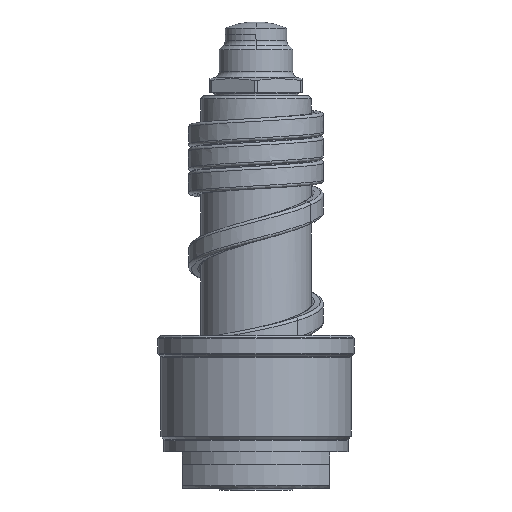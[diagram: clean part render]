
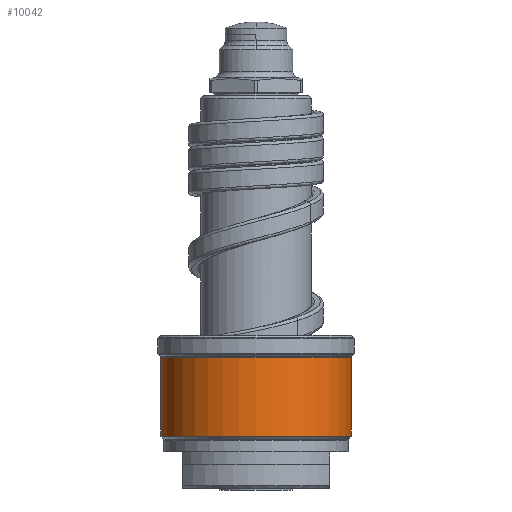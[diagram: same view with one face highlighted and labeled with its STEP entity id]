
A CAD part, front view. The second image highlights one B-rep face of the part: STEP entity #10042.
In plain terms, the highlighted cylindrical face has radius 15.5 mm (diameter 31 mm), a partial arc.
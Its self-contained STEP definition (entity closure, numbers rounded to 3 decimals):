
#2704=CARTESIAN_POINT('',(0.,0.,8.583));
#2705=DIRECTION('',(0.,0.,1.));
#2706=DIRECTION('',(-1.,0.,0.));
#2707=AXIS2_PLACEMENT_3D('',#2704,#2705,#2706);
#2709=DIRECTION('',(0.,0.,-1.));
#2710=VECTOR('',#2709,12.835);
#2711=CARTESIAN_POINT('',(-15.5,0.,21.417));
#2712=LINE('',#2711,#2710);
#2713=CARTESIAN_POINT('',(0.,0.,21.417));
#2714=DIRECTION('',(0.,0.,1.));
#2715=DIRECTION('',(-1.,0.,0.));
#2716=AXIS2_PLACEMENT_3D('',#2713,#2714,#2715);
#2718=DIRECTION('',(0.,0.,-1.));
#2719=VECTOR('',#2718,12.835);
#2720=CARTESIAN_POINT('',(15.5,0.,21.417));
#2721=LINE('',#2720,#2719);
#6049=CARTESIAN_POINT('',(15.5,0.,21.417));
#6050=CARTESIAN_POINT('',(-15.5,0.,21.417));
#6051=VERTEX_POINT('',#6049);
#6052=VERTEX_POINT('',#6050);
#6075=CARTESIAN_POINT('',(15.5,0.,8.583));
#6076=VERTEX_POINT('',#6075);
#6077=CARTESIAN_POINT('',(-15.5,0.,8.583));
#6078=VERTEX_POINT('',#6077);
#10030=CARTESIAN_POINT('',(0.,0.,7.15));
#10031=DIRECTION('',(0.,0.,1.));
#10032=DIRECTION('',(-1.,0.,0.));
#10033=AXIS2_PLACEMENT_3D('',#10030,#10031,#10032);
#10034=CYLINDRICAL_SURFACE('',#10033,15.5);
#10035=ORIENTED_EDGE('',*,*,#10002,.F.);
#10036=ORIENTED_EDGE('',*,*,#10020,.F.);
#10038=ORIENTED_EDGE('',*,*,#10037,.T.);
#10039=ORIENTED_EDGE('',*,*,#10016,.T.);
#10040=EDGE_LOOP('',(#10035,#10036,#10038,#10039));
#10041=FACE_OUTER_BOUND('',#10040,.F.);
#2708=CIRCLE('',#2707,15.5);
#2717=CIRCLE('',#2716,15.5);
#10002=EDGE_CURVE('',#6078,#6076,#2708,.T.);
#10016=EDGE_CURVE('',#6051,#6076,#2721,.T.);
#10020=EDGE_CURVE('',#6052,#6078,#2712,.T.);
#10037=EDGE_CURVE('',#6052,#6051,#2717,.T.);
#10042=ADVANCED_FACE('',(#10041),#10034,.T.);
